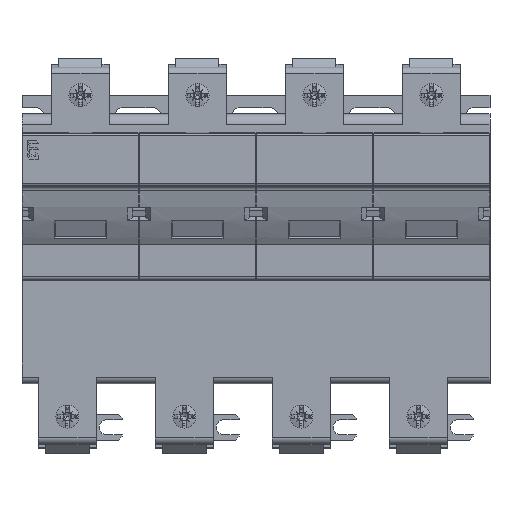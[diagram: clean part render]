
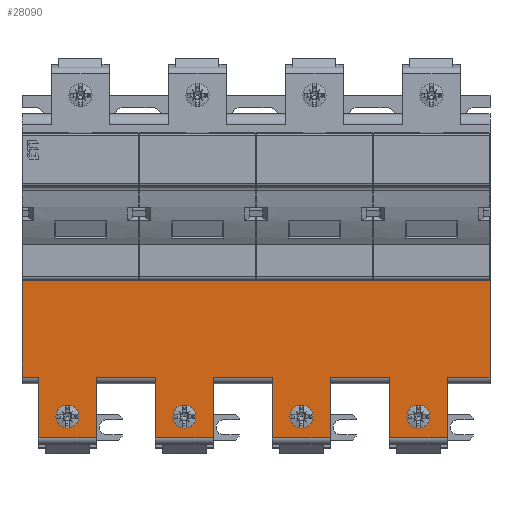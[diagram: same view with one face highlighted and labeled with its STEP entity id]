
A CAD part, top view. The second image highlights one B-rep face of the part: STEP entity #28090.
In plain terms, the highlighted planar face has unit normal (0, 0, 1).
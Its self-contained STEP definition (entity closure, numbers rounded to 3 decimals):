
#389=DIRECTION('',(0.,1.,0.));
#390=VECTOR('',#389,29.5);
#391=CARTESIAN_POINT('',(0.,-69.7,43.5));
#392=LINE('',#391,#390);
#434=DIRECTION('',(0.,-1.,0.));
#435=VECTOR('',#434,18.5);
#436=CARTESIAN_POINT('',(5.,-69.7,43.5));
#437=LINE('',#436,#435);
#449=DIRECTION('',(1.,0.,0.));
#450=VECTOR('',#449,13.);
#451=CARTESIAN_POINT('',(129.4,-69.7,43.5));
#452=LINE('',#451,#450);
#456=DIRECTION('',(-1.,0.,0.));
#457=VECTOR('',#456,17.6);
#458=CARTESIAN_POINT('',(129.4,-88.2,43.5));
#459=LINE('',#458,#457);
#463=DIRECTION('',(-1.,0.,0.));
#464=VECTOR('',#463,17.6);
#465=CARTESIAN_POINT('',(93.8,-88.2,43.5));
#466=LINE('',#465,#464);
#470=DIRECTION('',(-1.,0.,0.));
#471=VECTOR('',#470,17.6);
#472=CARTESIAN_POINT('',(58.2,-88.2,43.5));
#473=LINE('',#472,#471);
#477=DIRECTION('',(-1.,0.,0.));
#478=VECTOR('',#477,17.6);
#479=CARTESIAN_POINT('',(22.6,-88.2,43.5));
#480=LINE('',#479,#478);
#484=DIRECTION('',(1.,0.,0.));
#485=VECTOR('',#484,5.);
#486=CARTESIAN_POINT('',(0.,-69.7,43.5));
#487=LINE('',#486,#485);
#491=CARTESIAN_POINT('',(85.,-81.7,43.5));
#492=DIRECTION('',(0.,0.,1.));
#493=DIRECTION('',(0.,1.,0.));
#494=AXIS2_PLACEMENT_3D('',#491,#492,#493);
#499=CARTESIAN_POINT('',(85.,-81.7,43.5));
#500=DIRECTION('',(0.,0.,1.));
#501=DIRECTION('',(0.,-1.,0.));
#502=AXIS2_PLACEMENT_3D('',#499,#500,#501);
#507=CARTESIAN_POINT('',(120.6,-81.7,43.5));
#508=DIRECTION('',(0.,0.,1.));
#509=DIRECTION('',(0.,1.,0.));
#510=AXIS2_PLACEMENT_3D('',#507,#508,#509);
#515=CARTESIAN_POINT('',(120.6,-81.7,43.5));
#516=DIRECTION('',(0.,0.,1.));
#517=DIRECTION('',(0.,-1.,0.));
#518=AXIS2_PLACEMENT_3D('',#515,#516,#517);
#523=CARTESIAN_POINT('',(49.4,-81.7,43.5));
#524=DIRECTION('',(0.,0.,1.));
#525=DIRECTION('',(0.,1.,0.));
#526=AXIS2_PLACEMENT_3D('',#523,#524,#525);
#531=CARTESIAN_POINT('',(49.4,-81.7,43.5));
#532=DIRECTION('',(0.,0.,1.));
#533=DIRECTION('',(0.,-1.,0.));
#534=AXIS2_PLACEMENT_3D('',#531,#532,#533);
#539=CARTESIAN_POINT('',(13.8,-81.7,43.5));
#540=DIRECTION('',(0.,0.,1.));
#541=DIRECTION('',(0.,1.,0.));
#542=AXIS2_PLACEMENT_3D('',#539,#540,#541);
#547=CARTESIAN_POINT('',(13.8,-81.7,43.5));
#548=DIRECTION('',(0.,0.,1.));
#549=DIRECTION('',(0.,-1.,0.));
#550=AXIS2_PLACEMENT_3D('',#547,#548,#549);
#562=DIRECTION('',(-1.,0.,0.));
#563=VECTOR('',#562,142.4);
#564=CARTESIAN_POINT('',(142.4,-40.2,43.5));
#565=LINE('',#564,#563);
#5354=DIRECTION('',(0.,1.,0.));
#5355=VECTOR('',#5354,18.5);
#5356=CARTESIAN_POINT('',(58.2,-88.2,43.5));
#5357=LINE('',#5356,#5355);
#5823=DIRECTION('',(0.,-1.,0.));
#5824=VECTOR('',#5823,18.5);
#5825=CARTESIAN_POINT('',(40.6,-69.7,43.5));
#5826=LINE('',#5825,#5824);
#5852=DIRECTION('',(1.,0.,0.));
#5853=VECTOR('',#5852,18.);
#5854=CARTESIAN_POINT('',(22.6,-69.7,43.5));
#5855=LINE('',#5854,#5853);
#5932=DIRECTION('',(0.,1.,0.));
#5933=VECTOR('',#5932,18.5);
#5934=CARTESIAN_POINT('',(22.6,-88.2,43.5));
#5935=LINE('',#5934,#5933);
#6494=DIRECTION('',(1.,0.,0.));
#6495=VECTOR('',#6494,18.);
#6496=CARTESIAN_POINT('',(58.2,-69.7,43.5));
#6497=LINE('',#6496,#6495);
#6537=DIRECTION('',(0.,-1.,0.));
#6538=VECTOR('',#6537,18.5);
#6539=CARTESIAN_POINT('',(76.2,-69.7,43.5));
#6540=LINE('',#6539,#6538);
#6602=DIRECTION('',(0.,1.,0.));
#6603=VECTOR('',#6602,18.5);
#6604=CARTESIAN_POINT('',(93.8,-88.2,43.5));
#6605=LINE('',#6604,#6603);
#6623=DIRECTION('',(1.,0.,0.));
#6624=VECTOR('',#6623,18.);
#6625=CARTESIAN_POINT('',(93.8,-69.7,43.5));
#6626=LINE('',#6625,#6624);
#6653=DIRECTION('',(0.,-1.,0.));
#6654=VECTOR('',#6653,18.5);
#6655=CARTESIAN_POINT('',(111.8,-69.7,43.5));
#6656=LINE('',#6655,#6654);
#6718=DIRECTION('',(0.,1.,0.));
#6719=VECTOR('',#6718,18.5);
#6720=CARTESIAN_POINT('',(129.4,-88.2,43.5));
#6721=LINE('',#6720,#6719);
#6761=DIRECTION('',(0.,1.,0.));
#6762=VECTOR('',#6761,29.5);
#6763=CARTESIAN_POINT('',(142.4,-69.7,43.5));
#6764=LINE('',#6763,#6762);
#24103=CARTESIAN_POINT('',(0.,-40.2,43.5));
#24105=VERTEX_POINT('',#24103);
#24107=CARTESIAN_POINT('',(13.8,-78.2,43.5));
#24108=CARTESIAN_POINT('',(13.8,-85.2,43.5));
#24109=VERTEX_POINT('',#24107);
#24110=VERTEX_POINT('',#24108);
#24436=CARTESIAN_POINT('',(5.,-88.2,43.5));
#24438=VERTEX_POINT('',#24436);
#24439=CARTESIAN_POINT('',(22.6,-88.2,43.5));
#24440=VERTEX_POINT('',#24439);
#24447=CARTESIAN_POINT('',(0.,-69.7,43.5));
#24448=VERTEX_POINT('',#24447);
#24449=CARTESIAN_POINT('',(5.,-69.7,43.5));
#24450=VERTEX_POINT('',#24449);
#24452=CARTESIAN_POINT('',(22.6,-69.7,43.5));
#24454=VERTEX_POINT('',#24452);
#25015=CARTESIAN_POINT('',(85.,-78.2,43.5));
#25016=CARTESIAN_POINT('',(85.,-85.2,43.5));
#25017=VERTEX_POINT('',#25015);
#25018=VERTEX_POINT('',#25016);
#25272=CARTESIAN_POINT('',(76.2,-88.2,43.5));
#25274=VERTEX_POINT('',#25272);
#25275=CARTESIAN_POINT('',(93.8,-88.2,43.5));
#25276=VERTEX_POINT('',#25275);
#25281=CARTESIAN_POINT('',(76.2,-69.7,43.5));
#25282=VERTEX_POINT('',#25281);
#25284=CARTESIAN_POINT('',(93.8,-69.7,43.5));
#25286=VERTEX_POINT('',#25284);
#25859=CARTESIAN_POINT('',(142.4,-40.2,43.5));
#25861=VERTEX_POINT('',#25859);
#25863=CARTESIAN_POINT('',(120.6,-78.2,43.5));
#25864=CARTESIAN_POINT('',(120.6,-85.2,43.5));
#25865=VERTEX_POINT('',#25863);
#25866=VERTEX_POINT('',#25864);
#26192=CARTESIAN_POINT('',(111.8,-88.2,43.5));
#26194=VERTEX_POINT('',#26192);
#26195=CARTESIAN_POINT('',(129.4,-88.2,43.5));
#26196=VERTEX_POINT('',#26195);
#26199=CARTESIAN_POINT('',(142.4,-69.7,43.5));
#26201=VERTEX_POINT('',#26199);
#26205=CARTESIAN_POINT('',(129.4,-69.7,43.5));
#26206=VERTEX_POINT('',#26205);
#26209=CARTESIAN_POINT('',(111.8,-69.7,43.5));
#26210=VERTEX_POINT('',#26209);
#26779=CARTESIAN_POINT('',(49.4,-78.2,43.5));
#26780=CARTESIAN_POINT('',(49.4,-85.2,43.5));
#26781=VERTEX_POINT('',#26779);
#26782=VERTEX_POINT('',#26780);
#27036=CARTESIAN_POINT('',(40.6,-88.2,43.5));
#27038=VERTEX_POINT('',#27036);
#27039=CARTESIAN_POINT('',(58.2,-88.2,43.5));
#27040=VERTEX_POINT('',#27039);
#27045=CARTESIAN_POINT('',(40.6,-69.7,43.5));
#27046=VERTEX_POINT('',#27045);
#27048=CARTESIAN_POINT('',(58.2,-69.7,43.5));
#27050=VERTEX_POINT('',#27048);
#28022=CARTESIAN_POINT('',(35.6,-40.2,43.5));
#28023=DIRECTION('',(0.,0.,1.));
#28024=DIRECTION('',(0.,-1.,0.));
#28025=AXIS2_PLACEMENT_3D('',#28022,#28023,#28024);
#28026=PLANE('',#28025);
#28028=ORIENTED_EDGE('',*,*,#28027,.F.);
#28030=ORIENTED_EDGE('',*,*,#28029,.F.);
#28032=ORIENTED_EDGE('',*,*,#28031,.F.);
#28034=ORIENTED_EDGE('',*,*,#28033,.F.);
#28036=ORIENTED_EDGE('',*,*,#28035,.T.);
#28038=ORIENTED_EDGE('',*,*,#28037,.F.);
#28040=ORIENTED_EDGE('',*,*,#28039,.F.);
#28042=ORIENTED_EDGE('',*,*,#28041,.F.);
#28044=ORIENTED_EDGE('',*,*,#28043,.T.);
#28046=ORIENTED_EDGE('',*,*,#28045,.F.);
#28048=ORIENTED_EDGE('',*,*,#28047,.F.);
#28050=ORIENTED_EDGE('',*,*,#28049,.F.);
#28052=ORIENTED_EDGE('',*,*,#28051,.T.);
#28054=ORIENTED_EDGE('',*,*,#28053,.F.);
#28056=ORIENTED_EDGE('',*,*,#28055,.F.);
#28058=ORIENTED_EDGE('',*,*,#28057,.F.);
#28060=ORIENTED_EDGE('',*,*,#28059,.T.);
#28061=ORIENTED_EDGE('',*,*,#28007,.F.);
#28062=ORIENTED_EDGE('',*,*,#27979,.F.);
#28063=ORIENTED_EDGE('',*,*,#27960,.T.);
#28064=EDGE_LOOP('',(#28028,#28030,#28032,#28034,#28036,#28038,#28040,#28042,
#28044,#28046,#28048,#28050,#28052,#28054,#28056,#28058,#28060,#28061,#28062,
#28063));
#28065=FACE_OUTER_BOUND('',#28064,.F.);
#28067=ORIENTED_EDGE('',*,*,#28066,.T.);
#28069=ORIENTED_EDGE('',*,*,#28068,.T.);
#28070=EDGE_LOOP('',(#28067,#28069));
#28071=FACE_BOUND('',#28070,.F.);
#28073=ORIENTED_EDGE('',*,*,#28072,.T.);
#28075=ORIENTED_EDGE('',*,*,#28074,.T.);
#28076=EDGE_LOOP('',(#28073,#28075));
#28077=FACE_BOUND('',#28076,.F.);
#28079=ORIENTED_EDGE('',*,*,#28078,.T.);
#28081=ORIENTED_EDGE('',*,*,#28080,.T.);
#28082=EDGE_LOOP('',(#28079,#28081));
#28083=FACE_BOUND('',#28082,.F.);
#28085=ORIENTED_EDGE('',*,*,#28084,.T.);
#28087=ORIENTED_EDGE('',*,*,#28086,.T.);
#28088=EDGE_LOOP('',(#28085,#28087));
#28089=FACE_BOUND('',#28088,.F.);
#495=CIRCLE('',#494,3.5);
#503=CIRCLE('',#502,3.5);
#511=CIRCLE('',#510,3.5);
#519=CIRCLE('',#518,3.5);
#527=CIRCLE('',#526,3.5);
#535=CIRCLE('',#534,3.5);
#543=CIRCLE('',#542,3.5);
#551=CIRCLE('',#550,3.5);
#27960=EDGE_CURVE('',#24448,#24105,#392,.T.);
#27979=EDGE_CURVE('',#24448,#24450,#487,.T.);
#28007=EDGE_CURVE('',#24450,#24438,#437,.T.);
#28027=EDGE_CURVE('',#25861,#24105,#565,.T.);
#28029=EDGE_CURVE('',#26201,#25861,#6764,.T.);
#28031=EDGE_CURVE('',#26206,#26201,#452,.T.);
#28033=EDGE_CURVE('',#26196,#26206,#6721,.T.);
#28035=EDGE_CURVE('',#26196,#26194,#459,.T.);
#28037=EDGE_CURVE('',#26210,#26194,#6656,.T.);
#28039=EDGE_CURVE('',#25286,#26210,#6626,.T.);
#28041=EDGE_CURVE('',#25276,#25286,#6605,.T.);
#28043=EDGE_CURVE('',#25276,#25274,#466,.T.);
#28045=EDGE_CURVE('',#25282,#25274,#6540,.T.);
#28047=EDGE_CURVE('',#27050,#25282,#6497,.T.);
#28049=EDGE_CURVE('',#27040,#27050,#5357,.T.);
#28051=EDGE_CURVE('',#27040,#27038,#473,.T.);
#28053=EDGE_CURVE('',#27046,#27038,#5826,.T.);
#28055=EDGE_CURVE('',#24454,#27046,#5855,.T.);
#28057=EDGE_CURVE('',#24440,#24454,#5935,.T.);
#28059=EDGE_CURVE('',#24440,#24438,#480,.T.);
#28066=EDGE_CURVE('',#25017,#25018,#495,.T.);
#28068=EDGE_CURVE('',#25018,#25017,#503,.T.);
#28072=EDGE_CURVE('',#25865,#25866,#511,.T.);
#28074=EDGE_CURVE('',#25866,#25865,#519,.T.);
#28078=EDGE_CURVE('',#26781,#26782,#527,.T.);
#28080=EDGE_CURVE('',#26782,#26781,#535,.T.);
#28084=EDGE_CURVE('',#24109,#24110,#543,.T.);
#28086=EDGE_CURVE('',#24110,#24109,#551,.T.);
#28090=ADVANCED_FACE('',(#28065,#28071,#28077,#28083,#28089),#28026,.T.);
